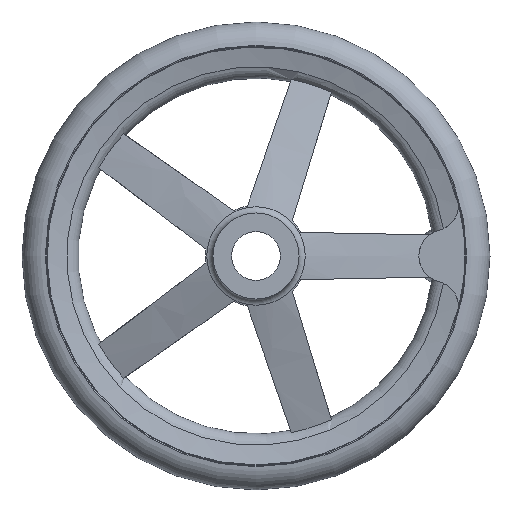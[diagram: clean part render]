
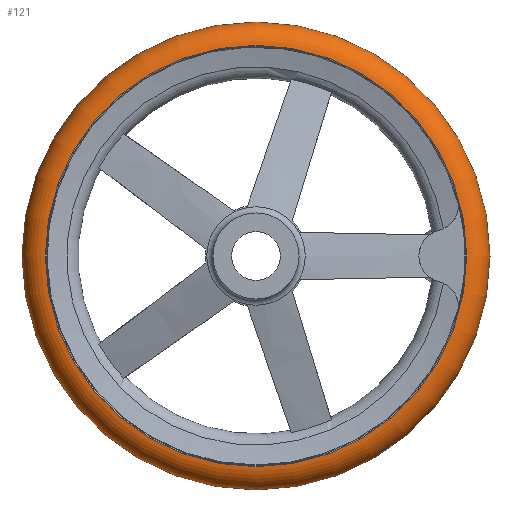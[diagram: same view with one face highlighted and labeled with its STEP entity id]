
A CAD part, front view. The second image highlights one B-rep face of the part: STEP entity #121.
In plain terms, the highlighted toroidal (fillet/blend) face has major radius 112 mm and minor radius 13 mm.
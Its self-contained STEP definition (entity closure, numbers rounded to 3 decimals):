
#121 = ADVANCED_FACE( '', ( #271, #272, #273 ), #274, .T. );
#271 = FACE_BOUND( '', #486, .T. );
#272 = FACE_OUTER_BOUND( '', #487, .T. );
#273 = FACE_OUTER_BOUND( '', #488, .T. );
#274 = TOROIDAL_SURFACE( '', #489, 112., 13. );
#486 = VERTEX_LOOP( '', #779 );
#487 = EDGE_LOOP( '', ( #780 ) );
#488 = EDGE_LOOP( '', ( #781 ) );
#489 = AXIS2_PLACEMENT_3D( '', #782, #783, #784 );
#779 = VERTEX_POINT( '', #1122 );
#780 = ORIENTED_EDGE( '', *, *, #1090, .T. );
#781 = ORIENTED_EDGE( '', *, *, #1123, .F. );
#782 = CARTESIAN_POINT( '', ( 0., 37., 0. ) );
#783 = DIRECTION( '', ( 0., -1., 0. ) );
#784 = DIRECTION( '', ( 0., 0., -1. ) );
#1090 = EDGE_CURVE( '', #1315, #1315, #1316, .T. );
#1122 = CARTESIAN_POINT( '', ( 0., 37., -125. ) );
#1123 = EDGE_CURVE( '', #1364, #1364, #1365, .T. );
#1315 = VERTEX_POINT( '', #1931 );
#1316 = CIRCLE( '', #1932, 112.542 );
#1364 = VERTEX_POINT( '', #2043 );
#1365 = CIRCLE( '', #2044, 112.542 );
#1931 = CARTESIAN_POINT( '', ( 0., 49.989, -112.542 ) );
#1932 = AXIS2_PLACEMENT_3D( '', #2363, #2364, #2365 );
#2043 = CARTESIAN_POINT( '', ( 0., 24.011, -112.542 ) );
#2044 = AXIS2_PLACEMENT_3D( '', #2408, #2409, #2410 );
#2363 = CARTESIAN_POINT( '', ( 0., 49.989, 0. ) );
#2364 = DIRECTION( '', ( 0., -1., 0. ) );
#2365 = DIRECTION( '', ( 0., 0., -1. ) );
#2408 = CARTESIAN_POINT( '', ( 0., 24.011, 0. ) );
#2409 = DIRECTION( '', ( 0., -1., 0. ) );
#2410 = DIRECTION( '', ( 0., 0., -1. ) );
